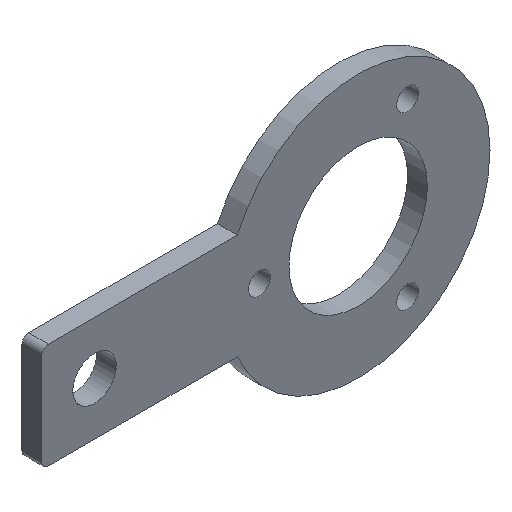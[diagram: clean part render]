
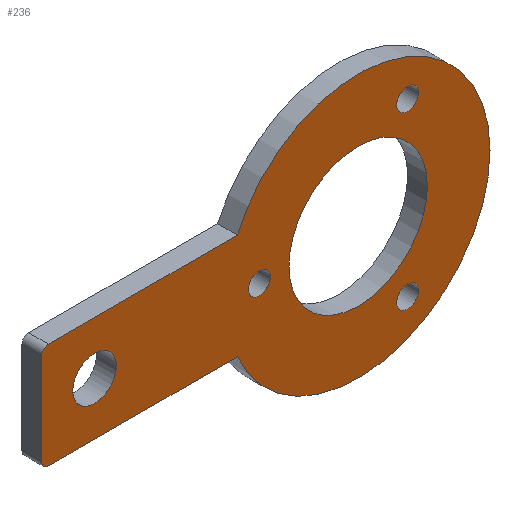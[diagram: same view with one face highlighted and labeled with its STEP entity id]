
A CAD part, isometric view. The second image highlights one B-rep face of the part: STEP entity #236.
In plain terms, the highlighted planar face has unit normal (0, -1, 0).
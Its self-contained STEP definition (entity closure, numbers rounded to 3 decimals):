
#16=FACE_BOUND('',#75,.T.);
#17=FACE_BOUND('',#76,.T.);
#18=FACE_BOUND('',#77,.T.);
#19=FACE_BOUND('',#78,.T.);
#20=FACE_BOUND('',#79,.T.);
#30=CIRCLE('',#247,1.);
#32=CIRCLE('',#251,1.);
#34=CIRCLE('',#254,3.3);
#36=CIRCLE('',#258,20.);
#37=CIRCLE('',#259,10.5);
#38=CIRCLE('',#260,1.65);
#39=CIRCLE('',#261,1.65);
#40=CIRCLE('',#262,1.65);
#60=FACE_OUTER_BOUND('',#74,.T.);
#74=EDGE_LOOP('',(#191,#192,#193,#194,#195,#196));
#75=EDGE_LOOP('',(#197));
#76=EDGE_LOOP('',(#198));
#77=EDGE_LOOP('',(#199));
#78=EDGE_LOOP('',(#200));
#79=EDGE_LOOP('',(#201));
#98=LINE('',#355,#110);
#102=LINE('',#367,#114);
#105=LINE('',#383,#117);
#110=VECTOR('',#281,10.);
#114=VECTOR('',#293,10.);
#117=VECTOR('',#310,10.);
#120=VERTEX_POINT('',#349);
#122=VERTEX_POINT('',#353);
#123=VERTEX_POINT('',#357);
#126=VERTEX_POINT('',#365);
#127=VERTEX_POINT('',#369);
#129=VERTEX_POINT('',#375);
#131=VERTEX_POINT('',#380);
#133=VERTEX_POINT('',#387);
#134=VERTEX_POINT('',#389);
#135=VERTEX_POINT('',#391);
#136=VERTEX_POINT('',#393);
#144=EDGE_CURVE('',#120,#122,#98,.T.);
#145=EDGE_CURVE('',#123,#122,#30,.T.);
#150=EDGE_CURVE('',#123,#126,#102,.T.);
#151=EDGE_CURVE('',#127,#126,#32,.T.);
#154=EDGE_CURVE('',#129,#129,#34,.T.);
#157=EDGE_CURVE('',#127,#131,#105,.T.);
#159=EDGE_CURVE('',#131,#120,#36,.T.);
#160=EDGE_CURVE('',#133,#133,#37,.T.);
#161=EDGE_CURVE('',#134,#134,#38,.T.);
#162=EDGE_CURVE('',#135,#135,#39,.T.);
#163=EDGE_CURVE('',#136,#136,#40,.T.);
#191=ORIENTED_EDGE('',*,*,#159,.T.);
#192=ORIENTED_EDGE('',*,*,#144,.T.);
#193=ORIENTED_EDGE('',*,*,#145,.F.);
#194=ORIENTED_EDGE('',*,*,#150,.T.);
#195=ORIENTED_EDGE('',*,*,#151,.F.);
#196=ORIENTED_EDGE('',*,*,#157,.T.);
#197=ORIENTED_EDGE('',*,*,#154,.T.);
#198=ORIENTED_EDGE('',*,*,#160,.T.);
#199=ORIENTED_EDGE('',*,*,#161,.T.);
#200=ORIENTED_EDGE('',*,*,#162,.T.);
#201=ORIENTED_EDGE('',*,*,#163,.T.);
#228=PLANE('',#257);
#236=ADVANCED_FACE('',(#60,#16,#17,#18,#19,#20),#228,.T.);
#247=AXIS2_PLACEMENT_3D('',#358,#284,#285);
#251=AXIS2_PLACEMENT_3D('',#370,#296,#297);
#254=AXIS2_PLACEMENT_3D('',#376,#303,#304);
#257=AXIS2_PLACEMENT_3D('',#385,#312,#313);
#258=AXIS2_PLACEMENT_3D('',#386,#314,#315);
#259=AXIS2_PLACEMENT_3D('',#388,#316,#317);
#260=AXIS2_PLACEMENT_3D('',#390,#318,#319);
#261=AXIS2_PLACEMENT_3D('',#392,#320,#321);
#262=AXIS2_PLACEMENT_3D('',#394,#322,#323);
#281=DIRECTION('',(-1.,0.,0.));
#284=DIRECTION('center_axis',(0.,1.,0.));
#285=DIRECTION('ref_axis',(-0.707,0.,0.707));
#293=DIRECTION('',(0.,0.,-1.));
#296=DIRECTION('center_axis',(0.,1.,0.));
#297=DIRECTION('ref_axis',(-0.707,0.,-0.707));
#303=DIRECTION('center_axis',(0.,1.,0.));
#304=DIRECTION('ref_axis',(1.,0.,0.));
#310=DIRECTION('',(1.,0.,0.));
#312=DIRECTION('center_axis',(0.,-1.,0.));
#313=DIRECTION('ref_axis',(-1.,0.,0.));
#314=DIRECTION('center_axis',(0.,-1.,0.));
#315=DIRECTION('ref_axis',(1.,0.,0.));
#316=DIRECTION('center_axis',(0.,1.,0.));
#317=DIRECTION('ref_axis',(1.,0.,0.));
#318=DIRECTION('center_axis',(0.,1.,0.));
#319=DIRECTION('ref_axis',(1.,0.,0.));
#320=DIRECTION('center_axis',(0.,1.,0.));
#321=DIRECTION('ref_axis',(-0.5,0.,-0.866));
#322=DIRECTION('center_axis',(0.,1.,0.));
#323=DIRECTION('ref_axis',(-0.5,0.,0.866));
#349=CARTESIAN_POINT('',(-18.33,0.,8.));
#353=CARTESIAN_POINT('',(-47.,0.,8.));
#355=CARTESIAN_POINT('',(-33.,0.,8.));
#357=CARTESIAN_POINT('',(-48.,0.,7.));
#358=CARTESIAN_POINT('Origin',(-47.,0.,7.));
#365=CARTESIAN_POINT('',(-48.,0.,-7.));
#367=CARTESIAN_POINT('',(-48.,0.,0.));
#369=CARTESIAN_POINT('',(-47.,0.,-8.));
#370=CARTESIAN_POINT('Origin',(-47.,0.,-7.));
#375=CARTESIAN_POINT('',(-36.7,0.,0.));
#376=CARTESIAN_POINT('Origin',(-40.,0.,0.));
#380=CARTESIAN_POINT('',(-18.33,0.,-8.));
#383=CARTESIAN_POINT('',(-33.,0.,-8.));
#385=CARTESIAN_POINT('Origin',(0.,0.,0.));
#386=CARTESIAN_POINT('Origin',(0.,0.,0.));
#387=CARTESIAN_POINT('',(10.5,0.,0.));
#388=CARTESIAN_POINT('Origin',(0.,0.,0.));
#389=CARTESIAN_POINT('',(-13.35,0.,0.));
#390=CARTESIAN_POINT('Origin',(-15.,0.,0.));
#391=CARTESIAN_POINT('',(6.675,0.,11.561));
#392=CARTESIAN_POINT('Origin',(7.5,0.,12.99));
#393=CARTESIAN_POINT('',(6.675,0.,-11.561));
#394=CARTESIAN_POINT('Origin',(7.5,0.,-12.99));
